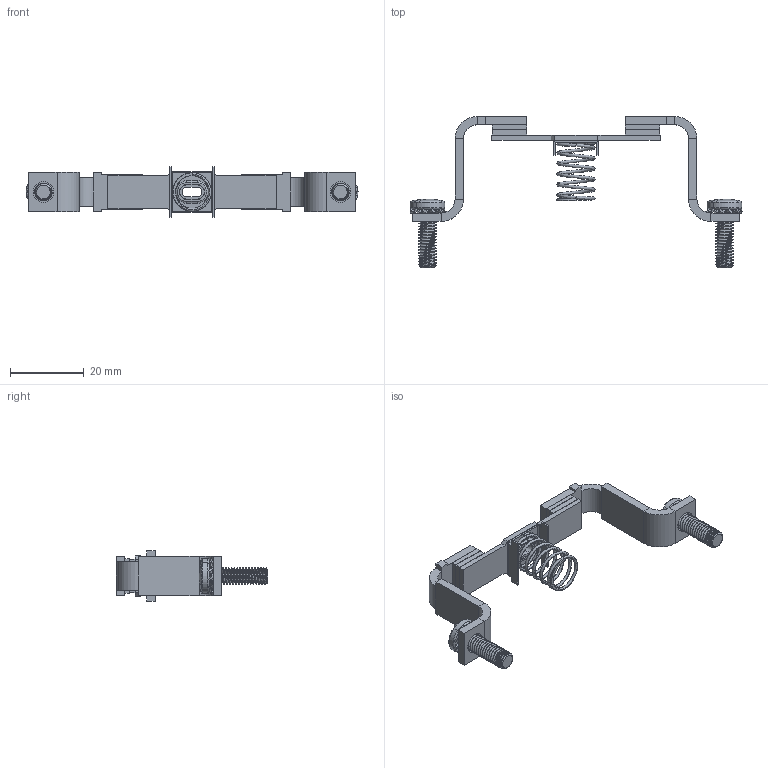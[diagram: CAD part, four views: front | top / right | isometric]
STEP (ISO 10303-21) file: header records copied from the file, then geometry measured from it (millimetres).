
FILE_DESCRIPTION (( 'STEP AP214' ), '1' );
FILE_NAME ('B6-34-2.STEP', '2019-09-06T21:52:27', ( '' ), ( '' ), 'SwSTEP 2.0', 'SolidWorks 2017', '' );
FILE_SCHEMA (( 'AUTOMOTIVE_DESIGN' ));
Length unit declared in the file: millimetre
Products named in the file (1): B6-34-2
Bounding box: 90.3 x 41.13 x 13.72 mm (x, y, z)
Surface area: 6642.6 mm2 (no closed solid volume)
Topology: 0 solids, 13 shells, 574 faces, 1574 edges, 1008 vertices
Faces by surface type: cylinder 284, plane 152, bspline 108, torus 16, sphere 8, cone 6
Entity records: 32120 total; most frequent: CARTESIAN_POINT 13263, ORIENTED_EDGE 2971, DIRECTION 2066, EDGE_CURVE 1574, VERTEX_POINT 1008, VECTOR 742, LINE 742, AXIS2_PLACEMENT_3D 662
